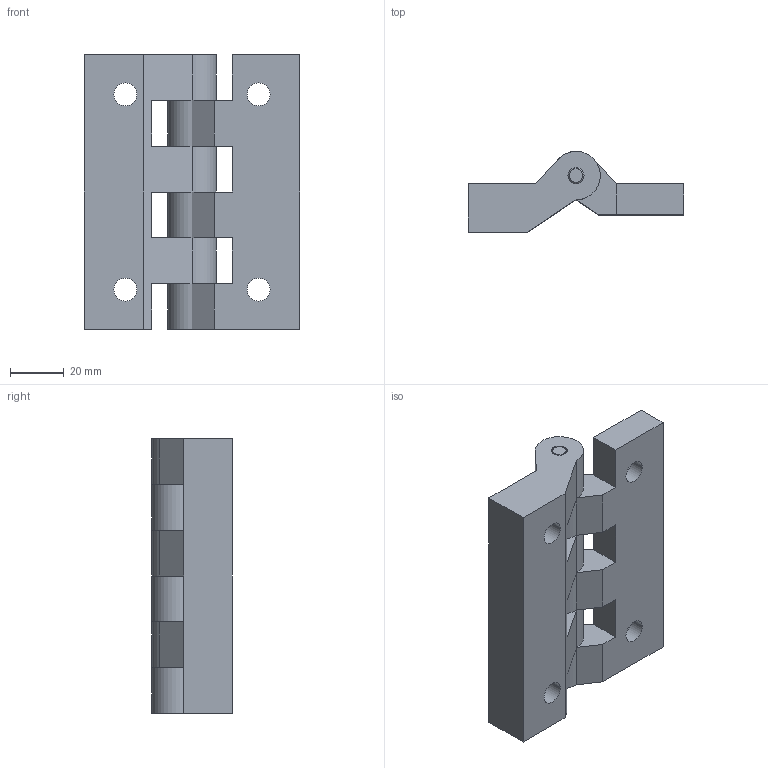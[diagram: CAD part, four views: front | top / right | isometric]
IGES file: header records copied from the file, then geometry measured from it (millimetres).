
Start section: Elysium IGES Interface
Global section: file name: S0260-66566.igs; native system: CoCreate Modeling 17.0  01-Apr-2010; preprocessor: CoCreate IGES_3D V2.2; author: Unknown; organization: Unknown; date: 20110607.235949; units: millimetre
Bounding box: 80 x 29.99 x 102 mm (x, y, z)
Volume: 109966.9 mm3; surface area: 32583.9 mm2
Topology: 3 solids, 3 shells, 82 faces, 204 edges, 132 vertices
Faces by surface type: bspline 82
